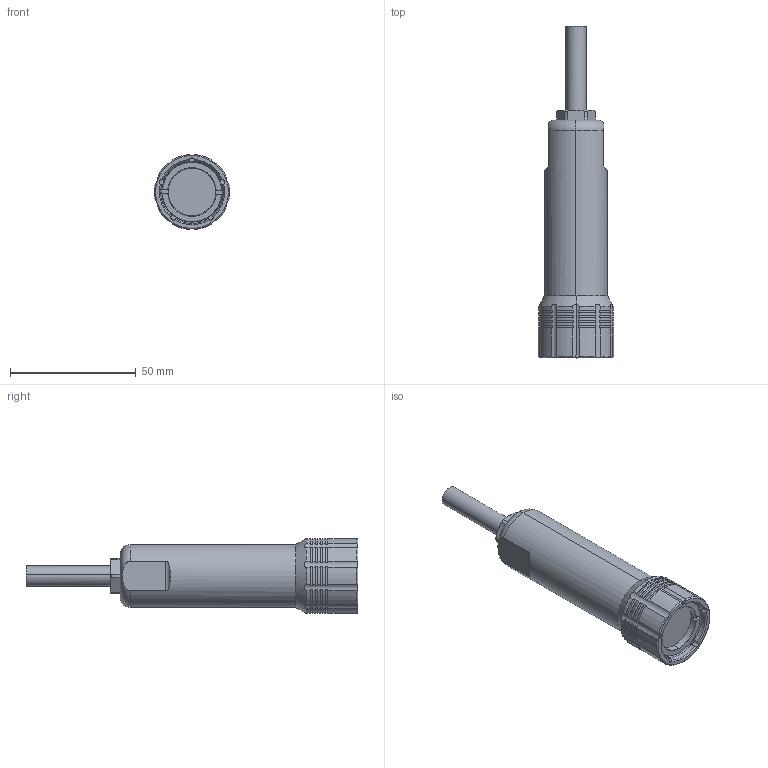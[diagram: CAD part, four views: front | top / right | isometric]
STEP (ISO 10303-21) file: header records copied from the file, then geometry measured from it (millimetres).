
FILE_DESCRIPTION (( 'STEP AP203' ), '1' );
FILE_NAME ('桽隴腑夥厙芞.STEP', '2023-12-21T06:22:28', ( '' ), ( '' ), 'SwSTEP 2.0', 'SolidWorks 2022', '' );
FILE_SCHEMA (( 'CONFIG_CONTROL_DESIGN' ));
Length unit declared in the file: millimetre
Products named in the file (1): 桽隴腑夥厙芞
Bounding box: 29.92 x 132.2 x 29.87 mm (x, y, z)
Volume: 50523.4 mm3; surface area: 10550.3 mm2
Topology: 1 solids, 1 shells, 286 faces, 802 edges, 521 vertices
Faces by surface type: cylinder 136, plane 106, cone 40, torus 4
Entity records: 9945 total; most frequent: CARTESIAN_POINT 2216, DIRECTION 1760, ORIENTED_EDGE 1604, EDGE_CURVE 802, AXIS2_PLACEMENT_3D 751, VERTEX_POINT 521, CIRCLE 464, EDGE_LOOP 289
